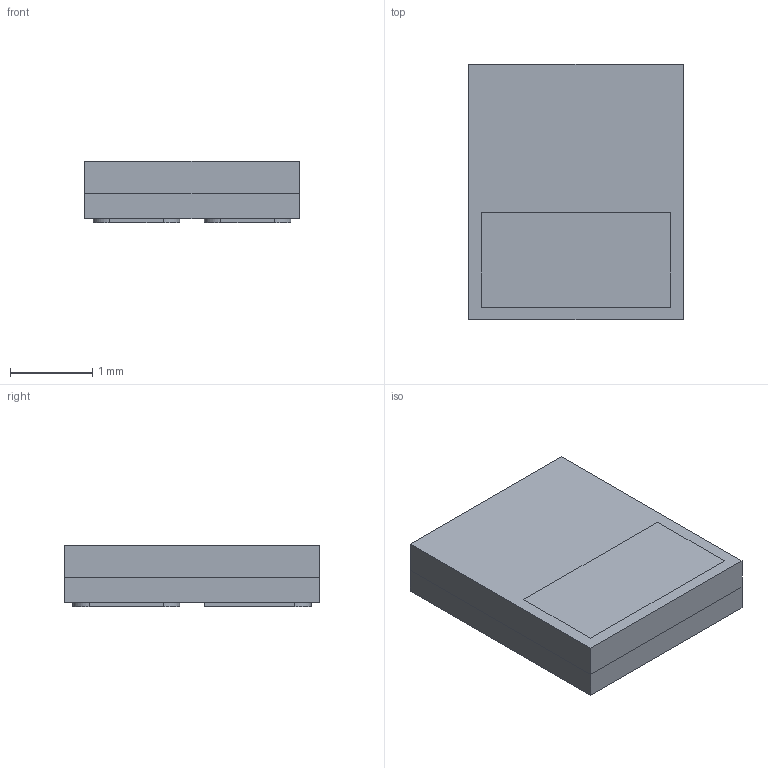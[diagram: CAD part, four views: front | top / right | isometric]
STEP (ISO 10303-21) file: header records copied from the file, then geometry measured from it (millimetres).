
FILE_DESCRIPTION (( 'STEP AP214' ), '1' );
FILE_NAME ('NC2W121H.STEP', '2025-01-19T23:15:54', ( '' ), ( '' ), 'SwSTEP 2.0', 'SolidWorks 2019', '' );
FILE_SCHEMA (( 'AUTOMOTIVE_DESIGN' ));
Length unit declared in the file: millimetre
Products named in the file (6): Part4.STEP; NC2W121H; Part3.STEP; NC2W121H.STEP; Part2.STEP; Part1.STEP
Assembly tree (5 placements, depth 3):
  NC2W121H
    NC2W121H.STEP
      Part1.STEP
      Part2.STEP
      Part3.STEP
      Part4.STEP
Bounding box: 2.6 x 3.1 x 0.75 mm (x, y, z)
Volume: 5.9 mm3; surface area: 57.8 mm2
Topology: 7 solids, 7 shells, 57 faces, 126 edges, 84 vertices
Faces by surface type: plane 47, cylinder 10
Entity records: 1811 total; most frequent: DIRECTION 278, CARTESIAN_POINT 276, ORIENTED_EDGE 252, EDGE_CURVE 126, VECTOR 106, LINE 106, AXIS2_PLACEMENT_3D 86, VERTEX_POINT 84
